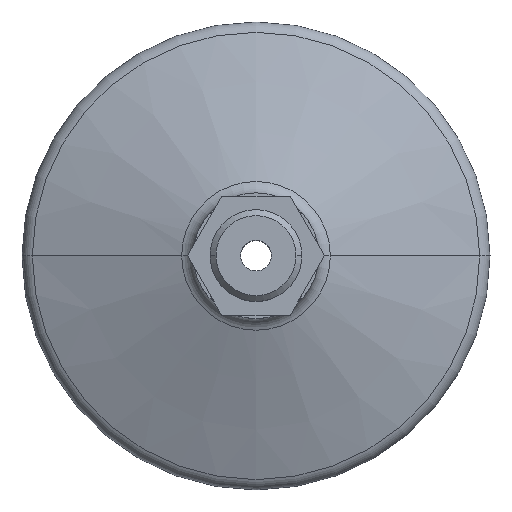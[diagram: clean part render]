
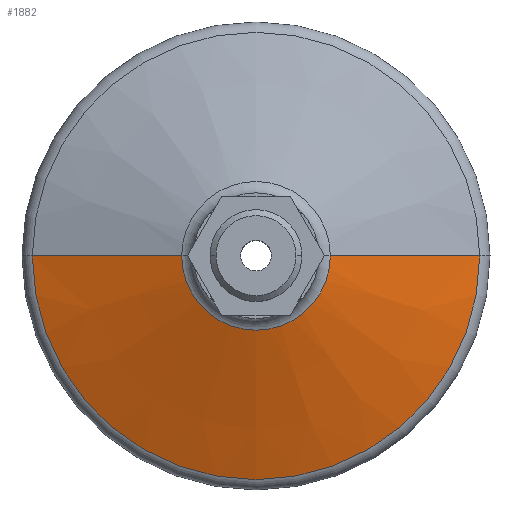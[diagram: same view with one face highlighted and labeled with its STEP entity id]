
A CAD part, top view. The second image highlights one B-rep face of the part: STEP entity #1882.
In plain terms, the highlighted conical face has half-angle 69.99 degrees and reference radius 21.332 mm.
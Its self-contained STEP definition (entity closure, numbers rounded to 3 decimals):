
#5 = CARTESIAN_POINT ( 'NONE',  ( 0., 0., 16.108 ) ) ;
#61 = EDGE_CURVE ( 'NONE', #208, #613, #185, .T. ) ;
#185 = CIRCLE ( 'NONE', #530, 10.644 ) ;
#208 = VERTEX_POINT ( 'NONE', #250 ) ;
#219 = DIRECTION ( 'NONE',  ( 0., 0., -1. ) ) ;
#248 = CARTESIAN_POINT ( 'NONE',  ( -21.332, 0., 20. ) ) ;
#250 = CARTESIAN_POINT ( 'NONE',  ( 10.644, 0., 23.892 ) ) ;
#312 = VECTOR ( 'NONE', #1877, 1000. ) ;
#330 = CARTESIAN_POINT ( 'NONE',  ( 0., 0., 23.892 ) ) ;
#474 = EDGE_CURVE ( 'NONE', #615, #1112, #1157, .T. ) ;
#514 = DIRECTION ( 'NONE',  ( 0.94, 0., -0.342 ) ) ;
#530 = AXIS2_PLACEMENT_3D ( 'NONE', #330, #1383, #933 ) ;
#537 = EDGE_CURVE ( 'NONE', #208, #615, #1287, .T. ) ;
#613 = VERTEX_POINT ( 'NONE', #1724 ) ;
#615 = VERTEX_POINT ( 'NONE', #825 ) ;
#617 = DIRECTION ( 'NONE',  ( 0., 0., -1. ) ) ;
#661 = ORIENTED_EDGE ( 'NONE', *, *, #537, .F. ) ;
#671 = LINE ( 'NONE', #248, #312 ) ;
#723 = AXIS2_PLACEMENT_3D ( 'NONE', #5, #617, #1542 ) ;
#811 = FACE_OUTER_BOUND ( 'NONE', #1034, .T. ) ;
#818 = DIRECTION ( 'NONE',  ( 1., 0., 0. ) ) ;
#825 = CARTESIAN_POINT ( 'NONE',  ( 32.02, 0., 16.108 ) ) ;
#830 = ORIENTED_EDGE ( 'NONE', *, *, #61, .T. ) ;
#933 = DIRECTION ( 'NONE',  ( 1., 0., 0. ) ) ;
#952 = AXIS2_PLACEMENT_3D ( 'NONE', #1561, #219, #818 ) ;
#980 = CARTESIAN_POINT ( 'NONE',  ( 21.332, 0., 20. ) ) ;
#1034 = EDGE_LOOP ( 'NONE', ( #830, #1772, #1558, #661 ) ) ;
#1070 = VECTOR ( 'NONE', #514, 1000. ) ;
#1112 = VERTEX_POINT ( 'NONE', #1451 ) ;
#1157 = CIRCLE ( 'NONE', #723, 32.02 ) ;
#1223 = CONICAL_SURFACE ( 'NONE', #952, 21.332, 1.222 ) ;
#1287 = LINE ( 'NONE', #980, #1070 ) ;
#1383 = DIRECTION ( 'NONE',  ( 0., 0., -1. ) ) ;
#1451 = CARTESIAN_POINT ( 'NONE',  ( -32.02, 0., 16.108 ) ) ;
#1542 = DIRECTION ( 'NONE',  ( 1., 0., 0. ) ) ;
#1558 = ORIENTED_EDGE ( 'NONE', *, *, #474, .F. ) ;
#1561 = CARTESIAN_POINT ( 'NONE',  ( 0., 0., 20. ) ) ;
#1724 = CARTESIAN_POINT ( 'NONE',  ( -10.644, 0., 23.892 ) ) ;
#1772 = ORIENTED_EDGE ( 'NONE', *, *, #1850, .T. ) ;
#1850 = EDGE_CURVE ( 'NONE', #613, #1112, #671, .T. ) ;
#1877 = DIRECTION ( 'NONE',  ( -0.94, 0., -0.342 ) ) ;
#1882 = ADVANCED_FACE ( 'NONE', ( #811 ), #1223, .T. ) ;
